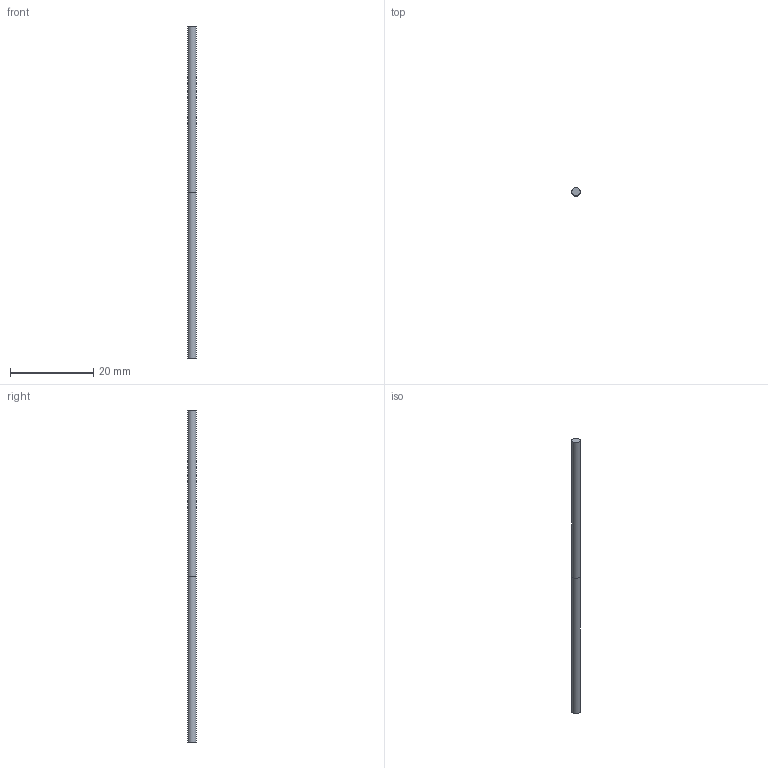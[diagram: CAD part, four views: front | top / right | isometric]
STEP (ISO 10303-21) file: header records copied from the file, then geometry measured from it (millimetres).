
FILE_DESCRIPTION(('FreeCAD Model'),'2;1');
FILE_NAME('cryo-two-part-cylinder-1.step','2014-12-01T12:29:21',( 'FreeCAD'),('FreeCAD'),'Open CASCADE STEP processor 6.7','FreeCAD', 'Unknown');
FILE_SCHEMA(('AUTOMOTIVE_DESIGN_CC2 { 1 2 10303 214 -1 1 5 4 }'));
Length unit declared in the file: millimetre
Products named in the file (2): Cylinder; Cylinder001
Bounding box: 2 x 2 x 80 mm (x, y, z)
Volume: 251.3 mm3; surface area: 515.2 mm2
Topology: 2 solids, 2 shells, 6 faces, 6 edges, 4 vertices
Faces by surface type: plane 4, cylinder 2
Full cylindrical faces by diameter (mm): 2 x2
Entity records: 231 total; most frequent: DIRECTION 36, CARTESIAN_POINT 29, ORIENTED_EDGE 12, PCURVE 12, DEFINITIONAL_REPRESENTATION 12, AXIS2_PLACEMENT_3D 11, LINE 10, VECTOR 10
